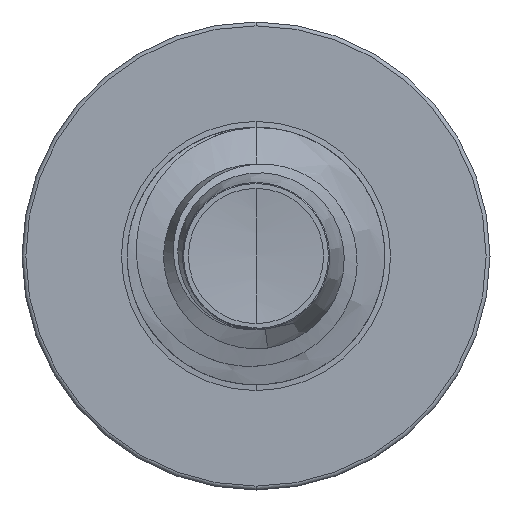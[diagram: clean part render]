
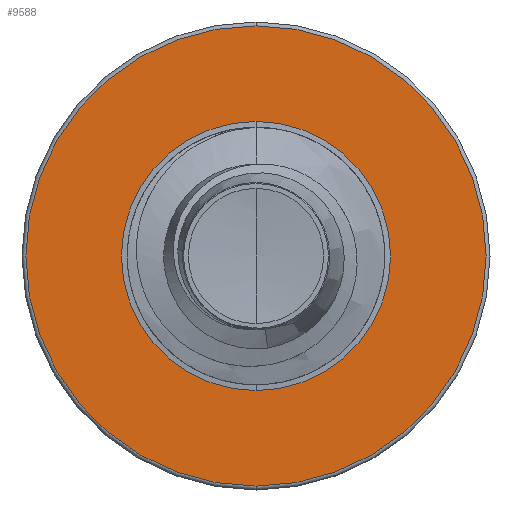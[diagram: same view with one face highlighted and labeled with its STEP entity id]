
A CAD part, front view. The second image highlights one B-rep face of the part: STEP entity #9588.
In plain terms, the highlighted planar face has unit normal (0, -1, 0).
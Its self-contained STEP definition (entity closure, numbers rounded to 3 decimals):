
#21 = EDGE_CURVE ( 'NONE', #11735, #6083, #12510, .T. ) ;
#1058 = FACE_BOUND ( 'NONE', #4989, .T. ) ;
#2228 = AXIS2_PLACEMENT_3D ( 'NONE', #13276, #13269, #13259 ) ;
#2430 = EDGE_CURVE ( 'NONE', #13356, #5804, #12343, .T. ) ;
#3083 = ORIENTED_EDGE ( 'NONE', *, *, #2430, .T. ) ;
#3215 = CARTESIAN_POINT ( 'NONE',  ( 0., 8., 0. ) ) ;
#3389 = CIRCLE ( 'NONE', #12791, 1.967 ) ;
#4569 = DIRECTION ( 'NONE',  ( 0., 0., 1. ) ) ;
#4989 = EDGE_LOOP ( 'NONE', ( #6189, #3083 ) ) ;
#5429 = CARTESIAN_POINT ( 'NONE',  ( 0., 8., 0. ) ) ;
#5765 = CARTESIAN_POINT ( 'NONE',  ( 0., 8., -1.967 ) ) ;
#5804 = VERTEX_POINT ( 'NONE', #12367 ) ;
#5970 = DIRECTION ( 'NONE',  ( 0., 1., 0. ) ) ;
#6083 = VERTEX_POINT ( 'NONE', #5765 ) ;
#6189 = ORIENTED_EDGE ( 'NONE', *, *, #6248, .T. ) ;
#6248 = EDGE_CURVE ( 'NONE', #5804, #13356, #9148, .T. ) ;
#6592 = CARTESIAN_POINT ( 'NONE',  ( 0., 8., 1.967 ) ) ;
#6811 = DIRECTION ( 'NONE',  ( 0., 0., 1. ) ) ;
#7327 = AXIS2_PLACEMENT_3D ( 'NONE', #10190, #8943, #11177 ) ;
#8074 = PLANE ( 'NONE',  #9703 ) ;
#8943 = DIRECTION ( 'NONE',  ( 0., 1., 0. ) ) ;
#9148 = CIRCLE ( 'NONE', #9483, 1.15 ) ;
#9200 = ORIENTED_EDGE ( 'NONE', *, *, #10246, .F. ) ;
#9254 = DIRECTION ( 'NONE',  ( 0., 1., 0. ) ) ;
#9365 = DIRECTION ( 'NONE',  ( 0., 0., 1. ) ) ;
#9483 = AXIS2_PLACEMENT_3D ( 'NONE', #5429, #5970, #6811 ) ;
#9588 = ADVANCED_FACE ( 'NONE', ( #11402, #1058 ), #8074, .F. ) ;
#9703 = AXIS2_PLACEMENT_3D ( 'NONE', #13641, #9254, #9365 ) ;
#10190 = CARTESIAN_POINT ( 'NONE',  ( 0., 8., 0. ) ) ;
#10246 = EDGE_CURVE ( 'NONE', #6083, #11735, #3389, .T. ) ;
#11177 = DIRECTION ( 'NONE',  ( 0., 0., 1. ) ) ;
#11402 = FACE_OUTER_BOUND ( 'NONE', #14655, .T. ) ;
#11735 = VERTEX_POINT ( 'NONE', #6592 ) ;
#12024 = ORIENTED_EDGE ( 'NONE', *, *, #21, .F. ) ;
#12085 = DIRECTION ( 'NONE',  ( 0., 1., 0. ) ) ;
#12343 = CIRCLE ( 'NONE', #2228, 1.15 ) ;
#12367 = CARTESIAN_POINT ( 'NONE',  ( 0., 8., 1.15 ) ) ;
#12510 = CIRCLE ( 'NONE', #7327, 1.967 ) ;
#12791 = AXIS2_PLACEMENT_3D ( 'NONE', #3215, #12085, #4569 ) ;
#13259 = DIRECTION ( 'NONE',  ( 0., 0., 1. ) ) ;
#13269 = DIRECTION ( 'NONE',  ( 0., 1., 0. ) ) ;
#13276 = CARTESIAN_POINT ( 'NONE',  ( 0., 8., 0. ) ) ;
#13356 = VERTEX_POINT ( 'NONE', #14262 ) ;
#13641 = CARTESIAN_POINT ( 'NONE',  ( 0., 8., -1.15 ) ) ;
#14262 = CARTESIAN_POINT ( 'NONE',  ( 0., 8., -1.15 ) ) ;
#14655 = EDGE_LOOP ( 'NONE', ( #12024, #9200 ) ) ;
